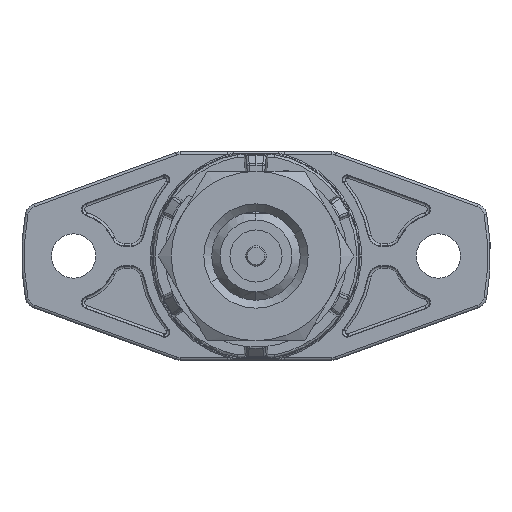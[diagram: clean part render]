
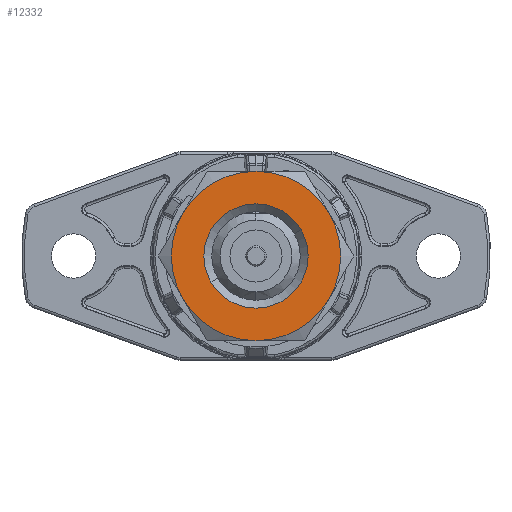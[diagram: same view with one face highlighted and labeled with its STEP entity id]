
A CAD part, front view. The second image highlights one B-rep face of the part: STEP entity #12332.
In plain terms, the highlighted planar face has unit normal (0, -1, 0).
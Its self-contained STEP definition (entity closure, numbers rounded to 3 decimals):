
#498 = EDGE_CURVE ( 'NONE', #41306, #36837, #14489, .T. ) ;
#741 = AXIS2_PLACEMENT_3D ( 'NONE', #44963, #38217, #2846 ) ;
#880 = CIRCLE ( 'NONE', #32855, 6.5 ) ;
#1076 = AXIS2_PLACEMENT_3D ( 'NONE', #23361, #45015, #8759 ) ;
#1351 = VERTEX_POINT ( 'NONE', #19464 ) ;
#2448 = CARTESIAN_POINT ( 'NONE',  ( 3.464, -14., 2. ) ) ;
#2846 = DIRECTION ( 'NONE',  ( 0.866, 0., 0.5 ) ) ;
#4722 = DIRECTION ( 'NONE',  ( 0.866, 0., 0.5 ) ) ;
#5122 = CARTESIAN_POINT ( 'NONE',  ( 0., -14., 0. ) ) ;
#5241 = DIRECTION ( 'NONE',  ( 0., -1., 0. ) ) ;
#6243 = EDGE_CURVE ( 'NONE', #1351, #14964, #34727, .T. ) ;
#6802 = DIRECTION ( 'NONE',  ( 0.866, 0., 0.5 ) ) ;
#7444 = VERTEX_POINT ( 'NONE', #16949 ) ;
#7664 = VERTEX_POINT ( 'NONE', #15755 ) ;
#8225 = CARTESIAN_POINT ( 'NONE',  ( 0., -14., 0. ) ) ;
#8759 = DIRECTION ( 'NONE',  ( 0.866, 0., 0.5 ) ) ;
#9398 = DIRECTION ( 'NONE',  ( 0., 1., 0. ) ) ;
#9463 = AXIS2_PLACEMENT_3D ( 'NONE', #5122, #12782, #12331 ) ;
#11149 = AXIS2_PLACEMENT_3D ( 'NONE', #13338, #9398, #27525 ) ;
#12273 = ORIENTED_EDGE ( 'NONE', *, *, #29484, .T. ) ;
#12331 = DIRECTION ( 'NONE',  ( 0.866, 0., 0.5 ) ) ;
#12332 = ADVANCED_FACE ( 'NONE', ( #44787, #38033 ), #41286, .F. ) ;
#12620 = CIRCLE ( 'NONE', #11149, 4. ) ;
#12634 = CIRCLE ( 'NONE', #741, 6.5 ) ;
#12782 = DIRECTION ( 'NONE',  ( 0., -1., 0. ) ) ;
#13338 = CARTESIAN_POINT ( 'NONE',  ( 0., -14., 0. ) ) ;
#13714 = AXIS2_PLACEMENT_3D ( 'NONE', #8225, #36595, #4722 ) ;
#13784 = DIRECTION ( 'NONE',  ( 0., -1., 0. ) ) ;
#14489 = CIRCLE ( 'NONE', #13714, 6.5 ) ;
#14964 = VERTEX_POINT ( 'NONE', #40165 ) ;
#15755 = CARTESIAN_POINT ( 'NONE',  ( 0., -14., -6.5 ) ) ;
#15927 = CIRCLE ( 'NONE', #39710, 4. ) ;
#16337 = AXIS2_PLACEMENT_3D ( 'NONE', #37560, #5241, #30134 ) ;
#16949 = CARTESIAN_POINT ( 'NONE',  ( -5.629, -14., -3.25 ) ) ;
#17157 = EDGE_CURVE ( 'NONE', #45237, #43208, #15927, .T. ) ;
#18061 = ORIENTED_EDGE ( 'NONE', *, *, #35708, .T. ) ;
#18064 = ORIENTED_EDGE ( 'NONE', *, *, #6243, .T. ) ;
#19464 = CARTESIAN_POINT ( 'NONE',  ( 0., -14., 6.5 ) ) ;
#19485 = CARTESIAN_POINT ( 'NONE',  ( 0., -14., 0. ) ) ;
#21166 = ORIENTED_EDGE ( 'NONE', *, *, #38983, .T. ) ;
#23361 = CARTESIAN_POINT ( 'NONE',  ( -11.258, -14., -6.5 ) ) ;
#24795 = ORIENTED_EDGE ( 'NONE', *, *, #32868, .T. ) ;
#24871 = CARTESIAN_POINT ( 'NONE',  ( 5.629, -14., 3.25 ) ) ;
#25374 = CIRCLE ( 'NONE', #29825, 6.5 ) ;
#26921 = CARTESIAN_POINT ( 'NONE',  ( 0., -14., 0. ) ) ;
#27525 = DIRECTION ( 'NONE',  ( 0.866, 0., 0.5 ) ) ;
#27864 = DIRECTION ( 'NONE',  ( 0., -1., 0. ) ) ;
#28975 = ORIENTED_EDGE ( 'NONE', *, *, #40788, .T. ) ;
#29484 = EDGE_CURVE ( 'NONE', #41306, #1351, #12634, .T. ) ;
#29825 = AXIS2_PLACEMENT_3D ( 'NONE', #42153, #13784, #6802 ) ;
#30134 = DIRECTION ( 'NONE',  ( 0.866, 0., 0.5 ) ) ;
#30218 = ORIENTED_EDGE ( 'NONE', *, *, #498, .F. ) ;
#30647 = DIRECTION ( 'NONE',  ( 0.866, 0., 0.5 ) ) ;
#32855 = AXIS2_PLACEMENT_3D ( 'NONE', #26921, #27864, #41810 ) ;
#32868 = EDGE_CURVE ( 'NONE', #7664, #36837, #40838, .T. ) ;
#33017 = EDGE_LOOP ( 'NONE', ( #30218, #12273, #18064, #28975, #18061, #24795 ) ) ;
#34449 = CARTESIAN_POINT ( 'NONE',  ( 5.629, -14., -3.25 ) ) ;
#34727 = CIRCLE ( 'NONE', #9463, 6.5 ) ;
#35708 = EDGE_CURVE ( 'NONE', #7444, #7664, #880, .T. ) ;
#36062 = ORIENTED_EDGE ( 'NONE', *, *, #17157, .T. ) ;
#36595 = DIRECTION ( 'NONE',  ( 0., 1., 0. ) ) ;
#36837 = VERTEX_POINT ( 'NONE', #34449 ) ;
#37174 = EDGE_LOOP ( 'NONE', ( #36062, #21166 ) ) ;
#37560 = CARTESIAN_POINT ( 'NONE',  ( 0., -14., 0. ) ) ;
#37784 = CARTESIAN_POINT ( 'NONE',  ( -3.464, -14., -2. ) ) ;
#38033 = FACE_OUTER_BOUND ( 'NONE', #33017, .T. ) ;
#38217 = DIRECTION ( 'NONE',  ( 0., -1., 0. ) ) ;
#38983 = EDGE_CURVE ( 'NONE', #43208, #45237, #12620, .T. ) ;
#39710 = AXIS2_PLACEMENT_3D ( 'NONE', #19485, #40440, #30647 ) ;
#40165 = CARTESIAN_POINT ( 'NONE',  ( -5.629, -14., 3.25 ) ) ;
#40440 = DIRECTION ( 'NONE',  ( 0., 1., 0. ) ) ;
#40788 = EDGE_CURVE ( 'NONE', #14964, #7444, #25374, .T. ) ;
#40838 = CIRCLE ( 'NONE', #16337, 6.5 ) ;
#41286 = PLANE ( 'NONE',  #1076 ) ;
#41306 = VERTEX_POINT ( 'NONE', #24871 ) ;
#41810 = DIRECTION ( 'NONE',  ( 0.866, 0., 0.5 ) ) ;
#42153 = CARTESIAN_POINT ( 'NONE',  ( 0., -14., 0. ) ) ;
#43208 = VERTEX_POINT ( 'NONE', #2448 ) ;
#44787 = FACE_BOUND ( 'NONE', #37174, .T. ) ;
#44963 = CARTESIAN_POINT ( 'NONE',  ( 0., -14., 0. ) ) ;
#45015 = DIRECTION ( 'NONE',  ( 0., 1., 0. ) ) ;
#45237 = VERTEX_POINT ( 'NONE', #37784 ) ;
